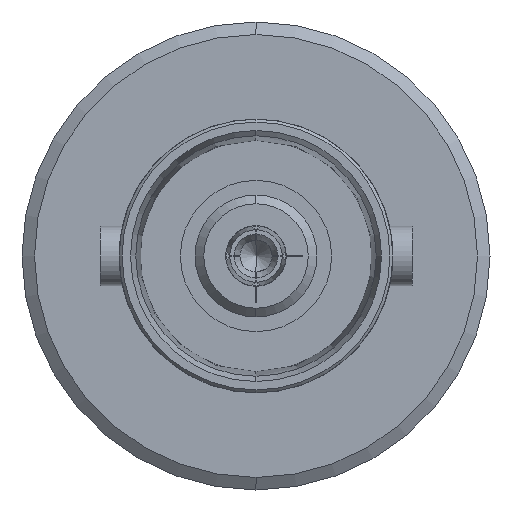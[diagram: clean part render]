
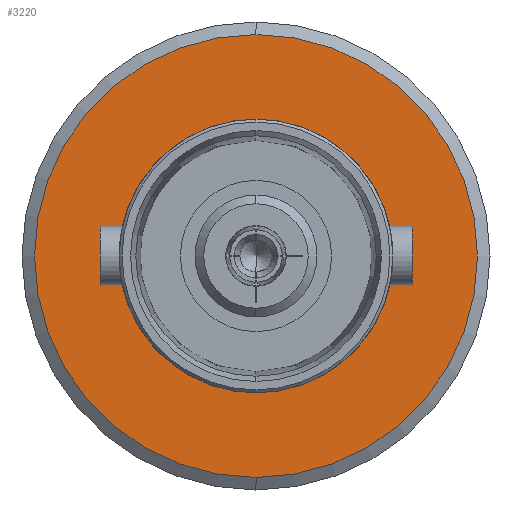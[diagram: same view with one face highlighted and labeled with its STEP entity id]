
A CAD part, left-side view. The second image highlights one B-rep face of the part: STEP entity #3220.
In plain terms, the highlighted planar face has unit normal (-1, 0, 0).
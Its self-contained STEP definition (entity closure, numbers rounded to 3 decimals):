
#628 = FACE_BOUND ( 'NONE', #1401, .T. ) ;
#715 = CARTESIAN_POINT ( 'NONE',  ( -4.706, 0., -4.825 ) ) ;
#742 = DIRECTION ( 'NONE',  ( -1., 0., 0. ) ) ;
#880 = ORIENTED_EDGE ( 'NONE', *, *, #2112, .F. ) ;
#893 = CIRCLE ( 'NONE', #1595, 7.808 ) ;
#912 = ORIENTED_EDGE ( 'NONE', *, *, #3591, .F. ) ;
#1034 = DIRECTION ( 'NONE',  ( 0., 0., 1. ) ) ;
#1077 = VERTEX_POINT ( 'NONE', #1433 ) ;
#1401 = EDGE_LOOP ( 'NONE', ( #912, #880 ) ) ;
#1432 = CIRCLE ( 'NONE', #4832, 4.825 ) ;
#1433 = CARTESIAN_POINT ( 'NONE',  ( -4.706, 0., 4.825 ) ) ;
#1451 = EDGE_CURVE ( 'NONE', #2441, #4188, #2561, .T. ) ;
#1531 = VERTEX_POINT ( 'NONE', #715 ) ;
#1570 = DIRECTION ( 'NONE',  ( -1., 0., 0. ) ) ;
#1595 = AXIS2_PLACEMENT_3D ( 'NONE', #3582, #4680, #2153 ) ;
#1759 = FACE_OUTER_BOUND ( 'NONE', #2911, .T. ) ;
#1926 = ORIENTED_EDGE ( 'NONE', *, *, #1451, .T. ) ;
#1991 = CARTESIAN_POINT ( 'NONE',  ( -4.706, 0., 0. ) ) ;
#2112 = EDGE_CURVE ( 'NONE', #1531, #1077, #1432, .T. ) ;
#2128 = ORIENTED_EDGE ( 'NONE', *, *, #4451, .T. ) ;
#2153 = DIRECTION ( 'NONE',  ( 0., 0., 1. ) ) ;
#2213 = DIRECTION ( 'NONE',  ( -1., 0., 0. ) ) ;
#2441 = VERTEX_POINT ( 'NONE', #2547 ) ;
#2547 = CARTESIAN_POINT ( 'NONE',  ( -4.706, 0., -7.808 ) ) ;
#2561 = CIRCLE ( 'NONE', #4444, 7.808 ) ;
#2891 = DIRECTION ( 'NONE',  ( 1., 0., 0. ) ) ;
#2906 = CARTESIAN_POINT ( 'NONE',  ( -4.706, 0., 0. ) ) ;
#2911 = EDGE_LOOP ( 'NONE', ( #1926, #2128 ) ) ;
#2948 = CARTESIAN_POINT ( 'NONE',  ( -4.706, 0., 0. ) ) ;
#3220 = ADVANCED_FACE ( 'NONE', ( #628, #1759 ), #3629, .F. ) ;
#3405 = AXIS2_PLACEMENT_3D ( 'NONE', #2906, #2213, #4351 ) ;
#3563 = AXIS2_PLACEMENT_3D ( 'NONE', #4754, #2891, #4064 ) ;
#3582 = CARTESIAN_POINT ( 'NONE',  ( -4.706, 0., 0. ) ) ;
#3591 = EDGE_CURVE ( 'NONE', #1077, #1531, #4262, .T. ) ;
#3629 = PLANE ( 'NONE',  #3563 ) ;
#3804 = DIRECTION ( 'NONE',  ( 0., 0., 1. ) ) ;
#4064 = DIRECTION ( 'NONE',  ( 0., 0., -1. ) ) ;
#4188 = VERTEX_POINT ( 'NONE', #4823 ) ;
#4262 = CIRCLE ( 'NONE', #3405, 4.825 ) ;
#4351 = DIRECTION ( 'NONE',  ( 0., 0., 1. ) ) ;
#4444 = AXIS2_PLACEMENT_3D ( 'NONE', #2948, #742, #1034 ) ;
#4451 = EDGE_CURVE ( 'NONE', #4188, #2441, #893, .T. ) ;
#4680 = DIRECTION ( 'NONE',  ( -1., 0., 0. ) ) ;
#4754 = CARTESIAN_POINT ( 'NONE',  ( -4.706, 7.808, 0. ) ) ;
#4823 = CARTESIAN_POINT ( 'NONE',  ( -4.706, 0., 7.808 ) ) ;
#4832 = AXIS2_PLACEMENT_3D ( 'NONE', #1991, #1570, #3804 ) ;
